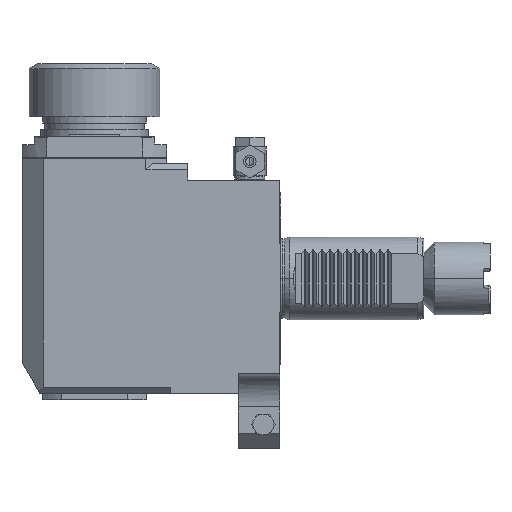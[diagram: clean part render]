
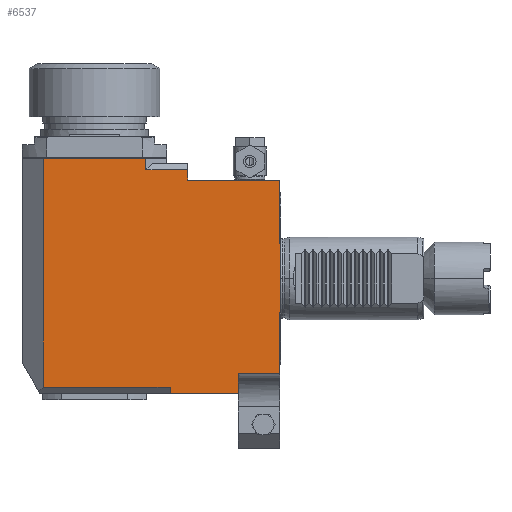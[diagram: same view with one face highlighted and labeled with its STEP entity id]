
A CAD part, front view. The second image highlights one B-rep face of the part: STEP entity #6537.
In plain terms, the highlighted planar face has unit normal (0, -1, 0).
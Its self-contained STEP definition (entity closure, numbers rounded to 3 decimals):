
#205=DIRECTION('',(-1.,0.,0.));
#206=VECTOR('',#205,44.5);
#207=CARTESIAN_POINT('',(-0.5,-38.,47.5));
#208=LINE('',#207,#206);
#219=DIRECTION('',(0.,0.,-1.));
#220=VECTOR('',#219,5.);
#221=CARTESIAN_POINT('',(-45.,-38.,52.5));
#222=LINE('',#221,#220);
#239=DIRECTION('',(0.,0.,-1.));
#240=VECTOR('',#239,110.5);
#241=CARTESIAN_POINT('',(-114.812,-38.,58.));
#242=LINE('',#241,#240);
#243=DIRECTION('',(1.,0.,0.));
#244=VECTOR('',#243,49.625);
#245=CARTESIAN_POINT('',(-114.812,-38.,58.));
#246=LINE('',#245,#244);
#247=DIRECTION('',(-1.,0.,0.));
#248=VECTOR('',#247,20.188);
#249=CARTESIAN_POINT('',(-45.,-38.,52.5));
#250=LINE('',#249,#248);
#251=DIRECTION('',(0.,0.,1.));
#252=VECTOR('',#251,30.819);
#253=CARTESIAN_POINT('',(-0.5,-38.,16.681));
#254=LINE('',#253,#252);
#255=DIRECTION('',(-1.,0.,0.));
#256=VECTOR('',#255,0.5);
#257=CARTESIAN_POINT('',(0.,-38.,16.681));
#258=LINE('',#257,#256);
#259=DIRECTION('',(0.,0.,1.));
#260=VECTOR('',#259,33.362);
#261=CARTESIAN_POINT('',(0.,-38.,-16.681));
#262=LINE('',#261,#260);
#263=DIRECTION('',(-1.,0.,0.));
#264=VECTOR('',#263,0.5);
#265=CARTESIAN_POINT('',(0.,-38.,-16.681));
#266=LINE('',#265,#264);
#267=DIRECTION('',(0.,0.,-1.));
#268=VECTOR('',#267,29.319);
#269=CARTESIAN_POINT('',(-0.5,-38.,-16.681));
#270=LINE('',#269,#268);
#271=DIRECTION('',(1.,0.,0.));
#272=VECTOR('',#271,20.);
#273=CARTESIAN_POINT('',(-20.5,-38.,-46.));
#274=LINE('',#273,#272);
#275=DIRECTION('',(0.,0.,1.));
#276=VECTOR('',#275,9.5);
#277=CARTESIAN_POINT('',(-20.5,-38.,-55.5));
#278=LINE('',#277,#276);
#279=DIRECTION('',(-1.,0.,0.));
#280=VECTOR('',#279,33.);
#281=CARTESIAN_POINT('',(-20.5,-38.,-55.5));
#282=LINE('',#281,#280);
#287=DIRECTION('',(0.,0.,-1.));
#288=VECTOR('',#287,3.);
#289=CARTESIAN_POINT('',(-53.5,-38.,-52.5));
#290=LINE('',#289,#288);
#307=DIRECTION('',(1.,0.,0.));
#308=VECTOR('',#307,61.312);
#309=CARTESIAN_POINT('',(-114.812,-38.,-52.5));
#310=LINE('',#309,#308);
#495=DIRECTION('',(0.,0.,1.));
#496=VECTOR('',#495,5.5);
#497=CARTESIAN_POINT('',(-65.188,-38.,52.5));
#498=LINE('',#497,#496);
#5314=CARTESIAN_POINT('',(-0.5,-38.,47.5));
#5316=VERTEX_POINT('',#5314);
#5326=CARTESIAN_POINT('',(-0.5,-38.,16.681));
#5327=VERTEX_POINT('',#5326);
#5328=CARTESIAN_POINT('',(0.,-38.,-16.681));
#5329=CARTESIAN_POINT('',(-0.5,-38.,-16.681));
#5330=VERTEX_POINT('',#5328);
#5331=VERTEX_POINT('',#5329);
#5332=CARTESIAN_POINT('',(0.,-38.,16.681));
#5333=VERTEX_POINT('',#5332);
#5349=CARTESIAN_POINT('',(-20.5,-38.,-55.5));
#5351=VERTEX_POINT('',#5349);
#5352=CARTESIAN_POINT('',(-20.5,-38.,-46.));
#5353=VERTEX_POINT('',#5352);
#5408=CARTESIAN_POINT('',(-0.5,-38.,-46.));
#5409=VERTEX_POINT('',#5408);
#5420=CARTESIAN_POINT('',(-53.5,-38.,-55.5));
#5421=VERTEX_POINT('',#5420);
#5426=CARTESIAN_POINT('',(-114.812,-38.,58.));
#5428=VERTEX_POINT('',#5426);
#5438=CARTESIAN_POINT('',(-114.812,-38.,-52.5));
#5439=VERTEX_POINT('',#5438);
#5456=CARTESIAN_POINT('',(-65.188,-38.,58.));
#5457=VERTEX_POINT('',#5456);
#5470=CARTESIAN_POINT('',(-45.,-38.,52.5));
#5471=VERTEX_POINT('',#5470);
#5472=CARTESIAN_POINT('',(-65.188,-38.,52.5));
#5473=VERTEX_POINT('',#5472);
#5475=CARTESIAN_POINT('',(-53.5,-38.,-52.5));
#5477=VERTEX_POINT('',#5475);
#5482=CARTESIAN_POINT('',(-45.,-38.,47.5));
#5484=VERTEX_POINT('',#5482);
#6501=CARTESIAN_POINT('',(-53.5,-38.,-55.5));
#6502=DIRECTION('',(0.,-1.,0.));
#6503=DIRECTION('',(0.,0.,1.));
#6504=AXIS2_PLACEMENT_3D('',#6501,#6502,#6503);
#6505=PLANE('',#6504);
#6507=ORIENTED_EDGE('',*,*,#6506,.F.);
#6509=ORIENTED_EDGE('',*,*,#6508,.F.);
#6511=ORIENTED_EDGE('',*,*,#6510,.F.);
#6513=ORIENTED_EDGE('',*,*,#6512,.T.);
#6515=ORIENTED_EDGE('',*,*,#6514,.F.);
#6517=ORIENTED_EDGE('',*,*,#6516,.F.);
#6518=ORIENTED_EDGE('',*,*,#6489,.T.);
#6519=ORIENTED_EDGE('',*,*,#6472,.F.);
#6521=ORIENTED_EDGE('',*,*,#6520,.F.);
#6523=ORIENTED_EDGE('',*,*,#6522,.F.);
#6525=ORIENTED_EDGE('',*,*,#6524,.F.);
#6527=ORIENTED_EDGE('',*,*,#6526,.T.);
#6529=ORIENTED_EDGE('',*,*,#6528,.T.);
#6531=ORIENTED_EDGE('',*,*,#6530,.F.);
#6533=ORIENTED_EDGE('',*,*,#6532,.F.);
#6534=ORIENTED_EDGE('',*,*,#6362,.T.);
#6535=EDGE_LOOP('',(#6507,#6509,#6511,#6513,#6515,#6517,#6518,#6519,#6521,#6523,
#6525,#6527,#6529,#6531,#6533,#6534));
#6536=FACE_OUTER_BOUND('',#6535,.F.);
#6537=ADVANCED_FACE('',(#6536),#6505,.T.);
#6362=EDGE_CURVE('',#5351,#5421,#282,.T.);
#6472=EDGE_CURVE('',#5316,#5484,#208,.T.);
#6489=EDGE_CURVE('',#5471,#5484,#222,.T.);
#6506=EDGE_CURVE('',#5477,#5421,#290,.T.);
#6508=EDGE_CURVE('',#5439,#5477,#310,.T.);
#6510=EDGE_CURVE('',#5428,#5439,#242,.T.);
#6512=EDGE_CURVE('',#5428,#5457,#246,.T.);
#6514=EDGE_CURVE('',#5473,#5457,#498,.T.);
#6516=EDGE_CURVE('',#5471,#5473,#250,.T.);
#6520=EDGE_CURVE('',#5327,#5316,#254,.T.);
#6522=EDGE_CURVE('',#5333,#5327,#258,.T.);
#6524=EDGE_CURVE('',#5330,#5333,#262,.T.);
#6526=EDGE_CURVE('',#5330,#5331,#266,.T.);
#6528=EDGE_CURVE('',#5331,#5409,#270,.T.);
#6530=EDGE_CURVE('',#5353,#5409,#274,.T.);
#6532=EDGE_CURVE('',#5351,#5353,#278,.T.);
